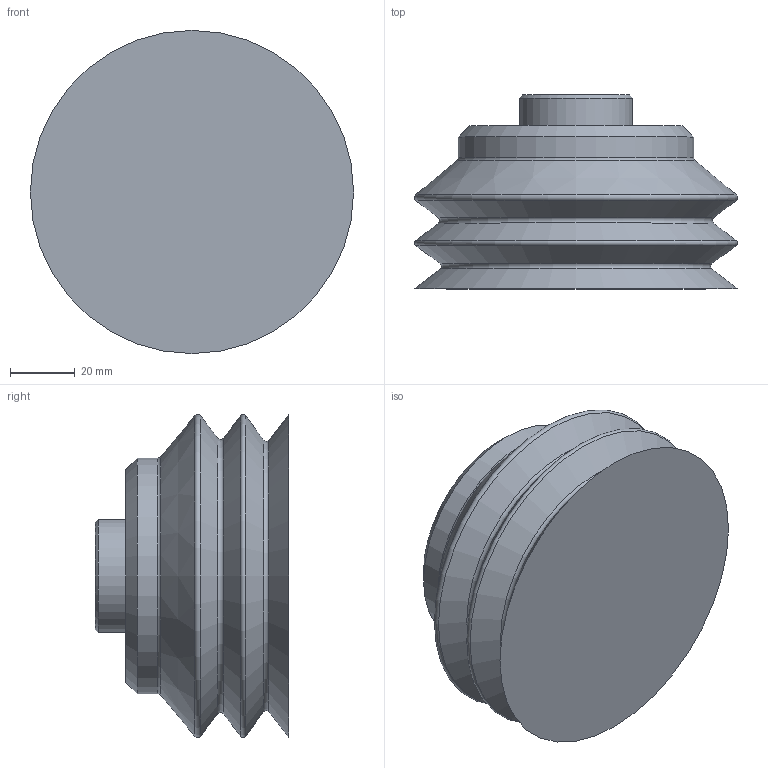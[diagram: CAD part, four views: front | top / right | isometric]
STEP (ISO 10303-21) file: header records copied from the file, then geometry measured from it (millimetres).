
FILE_DESCRIPTION(/* description */ (''),/* implementation_level */ '2;1');
FILE_NAME(/* name */ '3D_vfr100sb.stp',/* time_stamp */ '2020-03-26T11:49:02+01:00',/* author */ ('lmacia'),/* organization */ (''),/* preprocessor_version */ 'ST-DEVELOPER v17',/* originating_system */ 'Autodesk Inventor 2019',/* authorisation */ '');
FILE_SCHEMA (('AUTOMOTIVE_DESIGN { 1 0 10303 214 3 1 1 }'));
Length unit declared in the file: millimetre
Products named in the file (1): 3D_vfr100
Bounding box: 100 x 60 x 100 mm (x, y, z)
Volume: 305465.8 mm3; surface area: 33297.2 mm2
Topology: 1 solids, 1 shells, 20 faces, 63 edges, 47 vertices
Faces by surface type: cone 8, torus 5, plane 4, cylinder 3
Full cylindrical faces by diameter (mm): 18.631 x1, 34.998 x1, 73 x1
Entity records: 839 total; most frequent: DIRECTION 157, CARTESIAN_POINT 131, ORIENTED_EDGE 126, AXIS2_PLACEMENT_3D 73, EDGE_CURVE 63, CIRCLE 52, VERTEX_POINT 47, EDGE_LOOP 22
